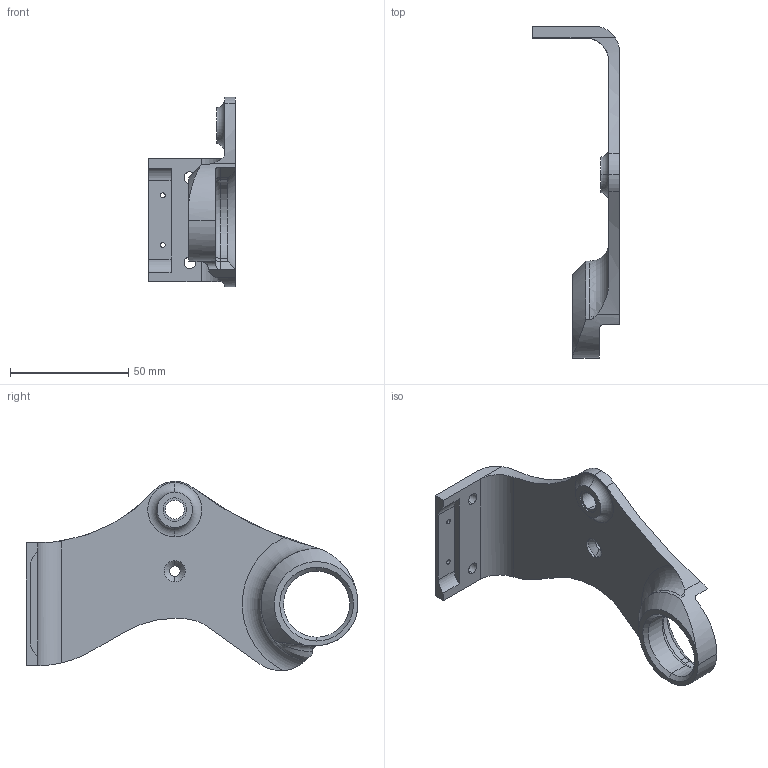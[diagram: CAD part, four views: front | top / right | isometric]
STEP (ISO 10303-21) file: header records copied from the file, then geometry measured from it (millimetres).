
FILE_DESCRIPTION (( 'STEP AP214' ), '1' );
FILE_NAME ('BAT-D-B04-A.STEP', '2023-04-14T16:46:51', ( '' ), ( '' ), 'SwSTEP 2.0', 'SolidWorks 2023', '' );
FILE_SCHEMA (( 'AUTOMOTIVE_DESIGN' ));
Length unit declared in the file: millimetre
Products named in the file (1): BAT-D-B04-A
Bounding box: 36.75 x 140.5 x 80.15 mm (x, y, z)
Volume: 43756.6 mm3; surface area: 20530.4 mm2
Topology: 1 solids, 1 shells, 83 faces, 218 edges, 139 vertices
Faces by surface type: cylinder 42, plane 19, cone 10, torus 10, bspline 2
Entity records: 2931 total; most frequent: CARTESIAN_POINT 800, DIRECTION 459, ORIENTED_EDGE 436, EDGE_CURVE 218, AXIS2_PLACEMENT_3D 187, VERTEX_POINT 139, CIRCLE 105, EDGE_LOOP 99
